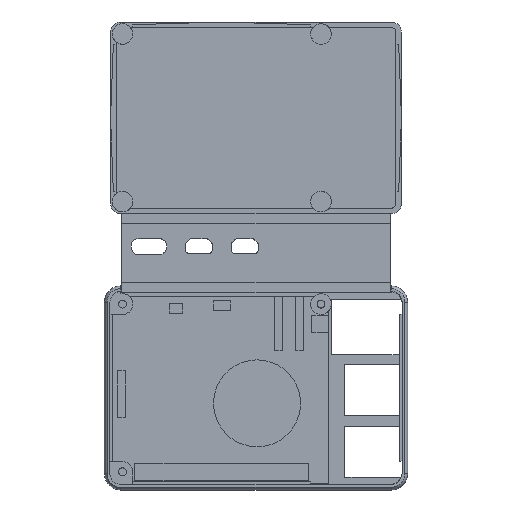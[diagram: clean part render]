
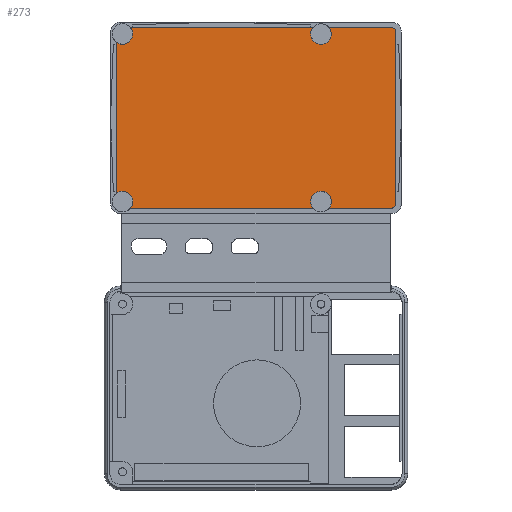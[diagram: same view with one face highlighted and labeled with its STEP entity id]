
A CAD part, top view. The second image highlights one B-rep face of the part: STEP entity #273.
In plain terms, the highlighted free-form (B-spline) face has degree [1, 1] with [2, 2] control points.
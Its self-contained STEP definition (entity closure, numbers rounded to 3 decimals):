
#90 = VERTEX_POINT('',#91);
#91 = CARTESIAN_POINT('',(219.707,-335.157,
    -9.999));
#96 = EDGE_CURVE('',#90,#97,#99,.T.);
#97 = VERTEX_POINT('',#98);
#98 = CARTESIAN_POINT('',(220.992,-336.441,
    -9.999));
#99 = ( BOUNDED_CURVE() B_SPLINE_CURVE(2,(#100,#101,#102),
.UNSPECIFIED.,.F.,.F.) B_SPLINE_CURVE_WITH_KNOTS((3,3),(3.142,
4.712),.PIECEWISE_BEZIER_KNOTS.) CURVE() 
GEOMETRIC_REPRESENTATION_ITEM() RATIONAL_B_SPLINE_CURVE((1.,
0.707,1.)) REPRESENTATION_ITEM('') );
#100 = CARTESIAN_POINT('',(219.707,-335.157,
    -9.999));
#101 = CARTESIAN_POINT('',(220.992,-335.157,
    -9.999));
#102 = CARTESIAN_POINT('',(220.992,-336.441,
    -9.999));
#121 = VERTEX_POINT('',#122);
#122 = CARTESIAN_POINT('',(147.236,-335.157,
    -9.999));
#127 = EDGE_CURVE('',#121,#90,#128,.T.);
#128 = B_SPLINE_CURVE_WITH_KNOTS('',1,(#129,#130),.UNSPECIFIED.,.F.,.F.,
  (2,2),(0.,79.),.PIECEWISE_BEZIER_KNOTS.);
#129 = CARTESIAN_POINT('',(147.236,-335.157,
    -9.999));
#130 = CARTESIAN_POINT('',(219.707,-335.157,
    -9.999));
#143 = VERTEX_POINT('',#144);
#144 = CARTESIAN_POINT('',(145.952,-336.441,
    -9.999));
#149 = EDGE_CURVE('',#143,#121,#150,.T.);
#150 = ( BOUNDED_CURVE() B_SPLINE_CURVE(2,(#151,#152,#153),
.UNSPECIFIED.,.F.,.F.) B_SPLINE_CURVE_WITH_KNOTS((3,3),(1.571,
3.142),.PIECEWISE_BEZIER_KNOTS.) CURVE() 
GEOMETRIC_REPRESENTATION_ITEM() RATIONAL_B_SPLINE_CURVE((1.,
0.707,1.)) REPRESENTATION_ITEM('') );
#151 = CARTESIAN_POINT('',(145.952,-336.441,
    -9.999));
#152 = CARTESIAN_POINT('',(145.952,-335.157,
    -9.999));
#153 = CARTESIAN_POINT('',(147.236,-335.157,
    -9.999));
#168 = VERTEX_POINT('',#169);
#169 = CARTESIAN_POINT('',(145.952,-382.309,
    -9.999));
#174 = EDGE_CURVE('',#168,#143,#175,.T.);
#175 = B_SPLINE_CURVE_WITH_KNOTS('',1,(#176,#177),.UNSPECIFIED.,.F.,.F.,
  (2,2),(0.,50.),.PIECEWISE_BEZIER_KNOTS.);
#176 = CARTESIAN_POINT('',(145.952,-382.309,
    -9.999));
#177 = CARTESIAN_POINT('',(145.952,-336.441,
    -9.999));
#190 = VERTEX_POINT('',#191);
#191 = CARTESIAN_POINT('',(147.236,-383.594,
    -9.999));
#196 = EDGE_CURVE('',#190,#168,#197,.T.);
#197 = ( BOUNDED_CURVE() B_SPLINE_CURVE(2,(#198,#199,#200),
.UNSPECIFIED.,.F.,.F.) B_SPLINE_CURVE_WITH_KNOTS((3,3),(0.,
1.571),.PIECEWISE_BEZIER_KNOTS.) CURVE() 
GEOMETRIC_REPRESENTATION_ITEM() RATIONAL_B_SPLINE_CURVE((1.,
0.707,1.)) REPRESENTATION_ITEM('') );
#198 = CARTESIAN_POINT('',(147.236,-383.594,
    -9.999));
#199 = CARTESIAN_POINT('',(145.952,-383.594,
    -9.999));
#200 = CARTESIAN_POINT('',(145.952,-382.309,
    -9.999));
#215 = VERTEX_POINT('',#216);
#216 = CARTESIAN_POINT('',(219.707,-383.594,
    -9.999));
#221 = EDGE_CURVE('',#215,#190,#222,.T.);
#222 = B_SPLINE_CURVE_WITH_KNOTS('',1,(#223,#224),.UNSPECIFIED.,.F.,.F.,
  (2,2),(-0.,79.),.PIECEWISE_BEZIER_KNOTS.);
#223 = CARTESIAN_POINT('',(219.707,-383.594,
    -9.999));
#224 = CARTESIAN_POINT('',(147.236,-383.594,
    -9.999));
#237 = VERTEX_POINT('',#238);
#238 = CARTESIAN_POINT('',(220.992,-382.309,
    -9.999));
#243 = EDGE_CURVE('',#237,#215,#244,.T.);
#244 = ( BOUNDED_CURVE() B_SPLINE_CURVE(2,(#245,#246,#247),
.UNSPECIFIED.,.F.,.F.) B_SPLINE_CURVE_WITH_KNOTS((3,3),(4.712,
6.283),.PIECEWISE_BEZIER_KNOTS.) CURVE() 
GEOMETRIC_REPRESENTATION_ITEM() RATIONAL_B_SPLINE_CURVE((1.,
0.707,1.)) REPRESENTATION_ITEM('') );
#245 = CARTESIAN_POINT('',(220.992,-382.309,
    -9.999));
#246 = CARTESIAN_POINT('',(220.992,-383.594,
    -9.999));
#247 = CARTESIAN_POINT('',(219.707,-383.594,
    -9.999));
#262 = EDGE_CURVE('',#97,#237,#263,.T.);
#263 = B_SPLINE_CURVE_WITH_KNOTS('',1,(#264,#265),.UNSPECIFIED.,.F.,.F.,
  (2,2),(0.,50.),.PIECEWISE_BEZIER_KNOTS.);
#264 = CARTESIAN_POINT('',(220.992,-336.441,
    -9.999));
#265 = CARTESIAN_POINT('',(220.992,-382.309,
    -9.999));
#273 = ADVANCED_FACE('',(#274),#284,.F.);
#274 = FACE_BOUND('',#275,.T.);
#275 = EDGE_LOOP('',(#276,#277,#278,#279,#280,#281,#282,#283));
#276 = ORIENTED_EDGE('',*,*,#96,.F.);
#277 = ORIENTED_EDGE('',*,*,#127,.F.);
#278 = ORIENTED_EDGE('',*,*,#149,.F.);
#279 = ORIENTED_EDGE('',*,*,#174,.F.);
#280 = ORIENTED_EDGE('',*,*,#196,.F.);
#281 = ORIENTED_EDGE('',*,*,#221,.F.);
#282 = ORIENTED_EDGE('',*,*,#243,.F.);
#283 = ORIENTED_EDGE('',*,*,#262,.F.);
#284 = B_SPLINE_SURFACE_WITH_KNOTS('',1,1,(
    (#285,#286)
    ,(#287,#288
    )),.UNSPECIFIED.,.F.,.F.,.F.,(2,2),(2,2),(-26.4,26.4),(-40.9,40.9),
  .PIECEWISE_BEZIER_KNOTS.);
#285 = CARTESIAN_POINT('',(145.952,-383.594,
    -9.999));
#286 = CARTESIAN_POINT('',(220.992,-383.594,
    -9.999));
#287 = CARTESIAN_POINT('',(145.952,-335.157,
    -9.999));
#288 = CARTESIAN_POINT('',(220.992,-335.157,
    -9.999));
